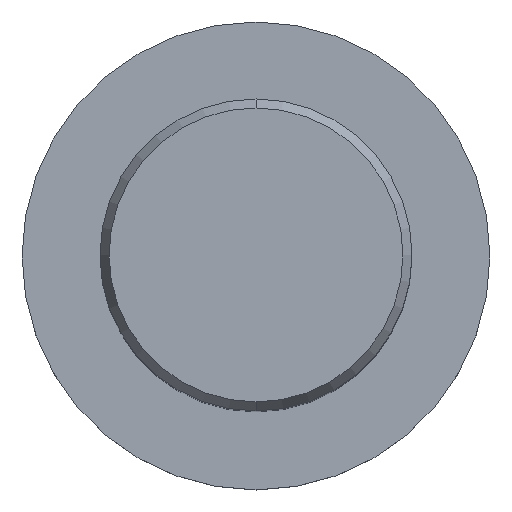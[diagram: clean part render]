
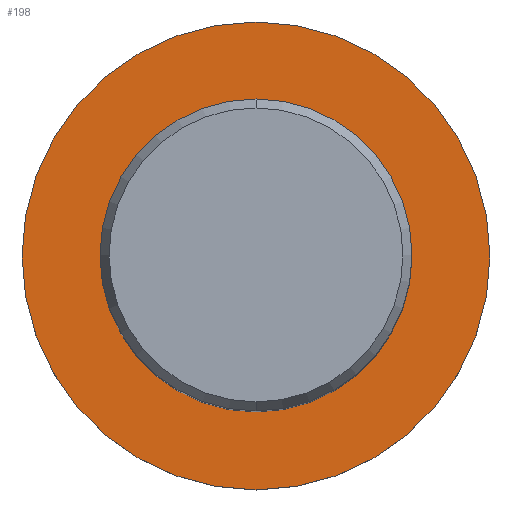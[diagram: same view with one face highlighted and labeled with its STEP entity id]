
A CAD part, top view. The second image highlights one B-rep face of the part: STEP entity #198.
In plain terms, the highlighted planar face has unit normal (0, 0, 1).
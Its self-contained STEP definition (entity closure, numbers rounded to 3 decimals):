
#198=ADVANCED_FACE('',(#532,#533),#534,.T.);
#220=EDGE_CURVE('',#288,#356,#560,.T.);
#222=EDGE_CURVE('',#430,#456,#562,.T.);
#288=VERTEX_POINT('',#631);
#356=VERTEX_POINT('',#703);
#400=EDGE_CURVE('',#456,#430,#753,.T.);
#404=EDGE_CURVE('',#356,#288,#757,.T.);
#430=VERTEX_POINT('',#787);
#456=VERTEX_POINT('',#817);
#532=FACE_BOUND('',#889,.T.);
#533=FACE_OUTER_BOUND('',#890,.T.);
#534=PLANE('',#891);
#560=CIRCLE('',#943,16.0);
#562=CIRCLE('',#946,24.0);
#631=CARTESIAN_POINT('',(0.0,16.0,-60.0));
#703=CARTESIAN_POINT('',(0.,-16.0,-60.0));
#753=CIRCLE('',#1412,24.0);
#757=CIRCLE('',#1417,16.0);
#787=CARTESIAN_POINT('',(0.,-24.0,-60.0));
#817=CARTESIAN_POINT('',(0.0,24.0,-60.0));
#889=EDGE_LOOP('',(#1614,#1615));
#890=EDGE_LOOP('',(#1616,#1617));
#891=AXIS2_PLACEMENT_3D('',#1618,#1619,#1620);
#943=AXIS2_PLACEMENT_3D('',#1656,#1657,#1658);
#946=AXIS2_PLACEMENT_3D('',#1659,#1660,#1661);
#1412=AXIS2_PLACEMENT_3D('',#1851,#1852,#1853);
#1417=AXIS2_PLACEMENT_3D('',#1854,#1855,#1856);
#1614=ORIENTED_EDGE('',*,*,#220,.T.);
#1615=ORIENTED_EDGE('',*,*,#404,.T.);
#1616=ORIENTED_EDGE('',*,*,#400,.F.);
#1617=ORIENTED_EDGE('',*,*,#222,.F.);
#1618=CARTESIAN_POINT('',(0.0,12.0,-60.0));
#1619=DIRECTION('',(-0.0,0.0,1.0));
#1620=DIRECTION('',(0.0,-1.0,0.0));
#1656=CARTESIAN_POINT('',(0.0,0.0,-60.0));
#1657=DIRECTION('',(-0.0,0.0,-1.0));
#1658=DIRECTION('',(0.0,1.0,0.0));
#1659=CARTESIAN_POINT('',(0.0,0.0,-60.0));
#1660=DIRECTION('',(0.0,0.0,-1.0));
#1661=DIRECTION('',(0.0,1.0,0.0));
#1851=CARTESIAN_POINT('',(0.0,0.0,-60.0));
#1852=DIRECTION('',(0.0,0.0,-1.0));
#1853=DIRECTION('',(0.0,1.0,0.0));
#1854=CARTESIAN_POINT('',(0.0,0.0,-60.0));
#1855=DIRECTION('',(-0.0,0.0,-1.0));
#1856=DIRECTION('',(0.0,1.0,0.0));
